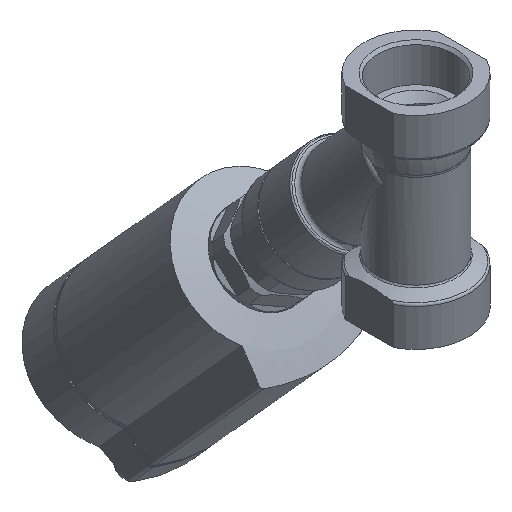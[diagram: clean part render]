
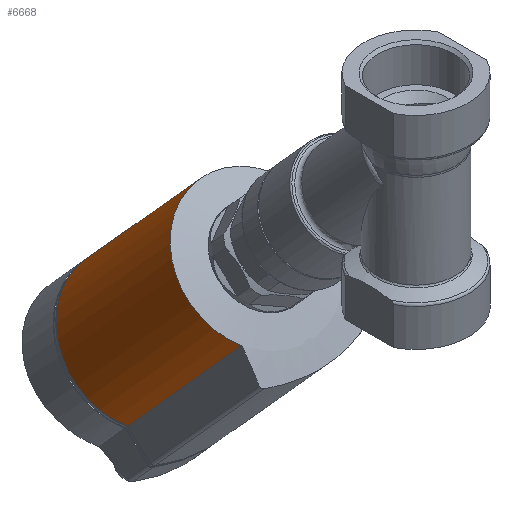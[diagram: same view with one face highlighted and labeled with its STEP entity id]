
A CAD part, isometric view. The second image highlights one B-rep face of the part: STEP entity #6668.
In plain terms, the highlighted cylindrical face has radius 41.25 mm (diameter 82.5 mm), a partial arc.
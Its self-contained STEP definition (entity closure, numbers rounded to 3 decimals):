
#697=CIRCLE('',#8479,41.25);
#701=CIRCLE('',#8484,41.25);
#1593=ORIENTED_EDGE('',*,*,#3167,.F.);
#1594=ORIENTED_EDGE('',*,*,#3168,.F.);
#1595=ORIENTED_EDGE('',*,*,#3161,.F.);
#1596=ORIENTED_EDGE('',*,*,#3169,.T.);
#3161=EDGE_CURVE('',#4002,#4003,#697,.T.);
#3167=EDGE_CURVE('',#4006,#4007,#701,.F.);
#3168=EDGE_CURVE('',#4003,#4006,#4532,.T.);
#3169=EDGE_CURVE('',#4002,#4007,#4533,.T.);
#4002=VERTEX_POINT('',#12404);
#4003=VERTEX_POINT('',#12406);
#4006=VERTEX_POINT('',#12416);
#4007=VERTEX_POINT('',#12417);
#4532=LINE('',#12418,#4818);
#4533=LINE('',#12419,#4819);
#4818=VECTOR('',#9806,1000.);
#4819=VECTOR('',#9807,1000.);
#5207=EDGE_LOOP('',(#1593,#1594,#1595,#1596));
#5900=FACE_BOUND('',#5207,.T.);
#6432=CYLINDRICAL_SURFACE('',#8483,41.25);
#6668=ADVANCED_FACE('',(#5900),#6432,.T.);
#8479=AXIS2_PLACEMENT_3D('',#12405,#9792,#9793);
#8483=AXIS2_PLACEMENT_3D('',#12414,#9802,#9803);
#8484=AXIS2_PLACEMENT_3D('',#12415,#9804,#9805);
#9792=DIRECTION('',(0.,1.,0.));
#9793=DIRECTION('',(1.,0.,0.));
#9802=DIRECTION('',(0.,-1.,0.));
#9803=DIRECTION('',(0.,0.,-1.));
#9804=DIRECTION('',(0.,1.,0.));
#9805=DIRECTION('',(0.,0.,1.));
#9806=DIRECTION('',(0.,-1.,0.));
#9807=DIRECTION('',(0.,-1.,0.));
#12404=CARTESIAN_POINT('',(-28.312,137.,30.));
#12405=CARTESIAN_POINT('',(0.,137.,0.));
#12406=CARTESIAN_POINT('',(-28.312,137.,-30.));
#12414=CARTESIAN_POINT('',(0.,137.,0.));
#12415=CARTESIAN_POINT('',(0.,35.59,0.));
#12416=CARTESIAN_POINT('',(-28.312,35.59,-30.));
#12417=CARTESIAN_POINT('',(-28.312,35.59,30.));
#12418=CARTESIAN_POINT('',(-28.312,137.,-30.));
#12419=CARTESIAN_POINT('',(-28.312,137.,30.));
